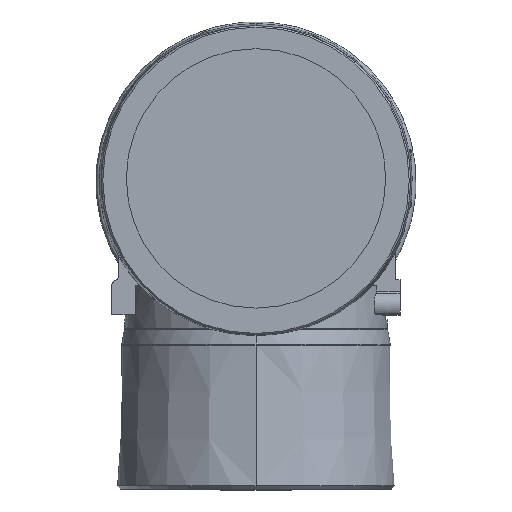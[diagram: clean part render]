
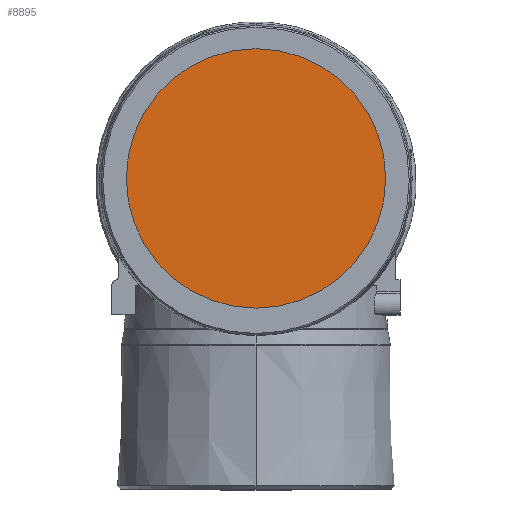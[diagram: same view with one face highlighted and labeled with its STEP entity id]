
A CAD part, front view. The second image highlights one B-rep face of the part: STEP entity #8895.
In plain terms, the highlighted planar face has unit normal (0, -1, 0).
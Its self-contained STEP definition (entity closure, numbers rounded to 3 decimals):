
#2484=CARTESIAN_POINT('',(0.,-44.,0.));
#2485=DIRECTION('',(0.,1.,0.));
#2486=DIRECTION('',(0.,0.,-1.));
#2487=AXIS2_PLACEMENT_3D('',#2484,#2485,#2486);
#2492=CARTESIAN_POINT('',(0.,-44.,0.));
#2493=DIRECTION('',(0.,1.,0.));
#2494=DIRECTION('',(0.,0.,1.));
#2495=AXIS2_PLACEMENT_3D('',#2492,#2493,#2494);
#6746=CARTESIAN_POINT('',(0.,-44.,-40.5));
#6747=CARTESIAN_POINT('',(0.,-44.,40.5));
#6748=VERTEX_POINT('',#6746);
#6749=VERTEX_POINT('',#6747);
#8886=CARTESIAN_POINT('',(0.,-44.,0.));
#8887=DIRECTION('',(0.,1.,0.));
#8888=DIRECTION('',(0.,0.,-1.));
#8889=AXIS2_PLACEMENT_3D('',#8886,#8887,#8888);
#8890=PLANE('',#8889);
#8891=ORIENTED_EDGE('',*,*,#8866,.T.);
#8892=ORIENTED_EDGE('',*,*,#8880,.T.);
#8893=EDGE_LOOP('',(#8891,#8892));
#8894=FACE_OUTER_BOUND('',#8893,.F.);
#2488=CIRCLE('',#2487,40.5);
#2496=CIRCLE('',#2495,40.5);
#8866=EDGE_CURVE('',#6748,#6749,#2488,.T.);
#8880=EDGE_CURVE('',#6749,#6748,#2496,.T.);
#8895=ADVANCED_FACE('',(#8894),#8890,.F.);
